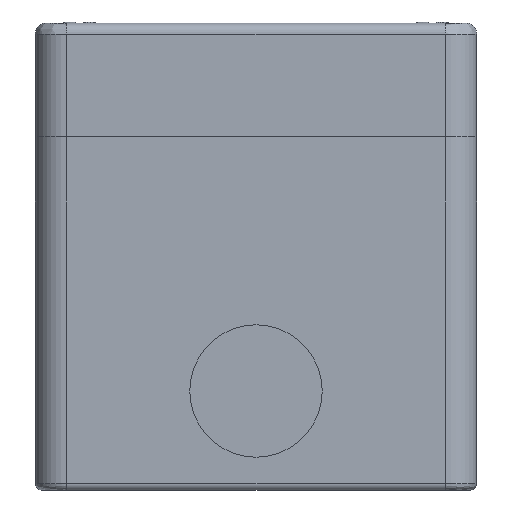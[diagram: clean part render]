
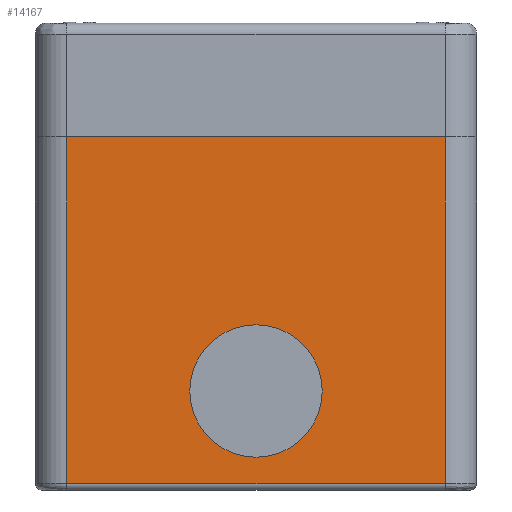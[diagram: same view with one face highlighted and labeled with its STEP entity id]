
A CAD part, front view. The second image highlights one B-rep face of the part: STEP entity #14167.
In plain terms, the highlighted planar face has unit normal (0, -1, 0).
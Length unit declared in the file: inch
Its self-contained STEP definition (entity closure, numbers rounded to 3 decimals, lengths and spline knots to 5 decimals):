
#14 = CIRCLE ( 'NONE', #6485, 0.41339 ) ;
#783 = DIRECTION ( 'NONE',  ( -1., 0., 0. ) ) ;
#837 = ORIENTED_EDGE ( 'NONE', *, *, #22631, .F. ) ;
#1026 = EDGE_CURVE ( 'NONE', #18281, #14389, #6034, .T. ) ;
#1130 = VECTOR ( 'NONE', #783, 39.37008 ) ;
#1705 = LINE ( 'NONE', #21201, #1130 ) ;
#2133 = CARTESIAN_POINT ( 'NONE',  ( 0.33227, -2.06624, -1.00061 ) ) ;
#2410 = VERTEX_POINT ( 'NONE', #8110 ) ;
#2439 = ORIENTED_EDGE ( 'NONE', *, *, #9836, .T. ) ;
#2652 = VERTEX_POINT ( 'NONE', #20199 ) ;
#2738 = CARTESIAN_POINT ( 'NONE',  ( 0.33227, -2.06624, -1.82738 ) ) ;
#2906 = DIRECTION ( 'NONE',  ( 0., 0., 1. ) ) ;
#4417 = FACE_OUTER_BOUND ( 'NONE', #14836, .T. ) ;
#4986 = CARTESIAN_POINT ( 'NONE',  ( 1.51337, -2.06624, -0.91006 ) ) ;
#6034 = CIRCLE ( 'NONE', #7885, 0.41339 ) ;
#6485 = AXIS2_PLACEMENT_3D ( 'NONE', #22847, #20691, #9673 ) ;
#6659 = CARTESIAN_POINT ( 'NONE',  ( 1.51337, -2.06624, 0.17262 ) ) ;
#7027 = ORIENTED_EDGE ( 'NONE', *, *, #17876, .T. ) ;
#7306 = DIRECTION ( 'NONE',  ( 0., 0., 1. ) ) ;
#7416 = ORIENTED_EDGE ( 'NONE', *, *, #1026, .T. ) ;
#7885 = AXIS2_PLACEMENT_3D ( 'NONE', #23226, #8395, #2906 ) ;
#8059 = VERTEX_POINT ( 'NONE', #20048 ) ;
#8110 = CARTESIAN_POINT ( 'NONE',  ( -0.84883, -2.06624, 0.17262 ) ) ;
#8270 = VERTEX_POINT ( 'NONE', #14883 ) ;
#8395 = DIRECTION ( 'NONE',  ( 0., 1., 0. ) ) ;
#9342 = AXIS2_PLACEMENT_3D ( 'NONE', #4986, #19834, #12424 ) ;
#9373 = LINE ( 'NONE', #18189, #18334 ) ;
#9673 = DIRECTION ( 'NONE',  ( 0., 0., 1. ) ) ;
#9836 = EDGE_CURVE ( 'NONE', #14389, #18281, #14, .T. ) ;
#10608 = LINE ( 'NONE', #22162, #15223 ) ;
#10740 = EDGE_CURVE ( 'NONE', #8270, #2652, #10608, .T. ) ;
#11722 = LINE ( 'NONE', #6659, #23768 ) ;
#12228 = ORIENTED_EDGE ( 'NONE', *, *, #19696, .F. ) ;
#12278 = ORIENTED_EDGE ( 'NONE', *, *, #10740, .T. ) ;
#12424 = DIRECTION ( 'NONE',  ( 0., 0., -1. ) ) ;
#14167 = ADVANCED_FACE ( 'NONE', ( #14255, #4417 ), #21793, .T. ) ;
#14255 = FACE_BOUND ( 'NONE', #14860, .T. ) ;
#14389 = VERTEX_POINT ( 'NONE', #2133 ) ;
#14836 = EDGE_LOOP ( 'NONE', ( #837, #12278, #7027, #12228 ) ) ;
#14860 = EDGE_LOOP ( 'NONE', ( #2439, #7416 ) ) ;
#14883 = CARTESIAN_POINT ( 'NONE',  ( 1.51337, -2.06624, -1.99274 ) ) ;
#15223 = VECTOR ( 'NONE', #7306, 39.37008 ) ;
#17876 = EDGE_CURVE ( 'NONE', #2652, #2410, #11722, .T. ) ;
#18189 = CARTESIAN_POINT ( 'NONE',  ( -0.84883, -2.06624, -0.91006 ) ) ;
#18281 = VERTEX_POINT ( 'NONE', #2738 ) ;
#18334 = VECTOR ( 'NONE', #21848, 39.37008 ) ;
#19696 = EDGE_CURVE ( 'NONE', #8059, #2410, #9373, .T. ) ;
#19834 = DIRECTION ( 'NONE',  ( 0., -1., 0. ) ) ;
#20048 = CARTESIAN_POINT ( 'NONE',  ( -0.84883, -2.06624, -1.99274 ) ) ;
#20199 = CARTESIAN_POINT ( 'NONE',  ( 1.51337, -2.06624, 0.17262 ) ) ;
#20691 = DIRECTION ( 'NONE',  ( 0., 1., 0. ) ) ;
#21142 = DIRECTION ( 'NONE',  ( -1., 0., 0. ) ) ;
#21201 = CARTESIAN_POINT ( 'NONE',  ( 0.33227, -2.06624, -1.99274 ) ) ;
#21793 = PLANE ( 'NONE',  #9342 ) ;
#21848 = DIRECTION ( 'NONE',  ( 0., 0., 1. ) ) ;
#22162 = CARTESIAN_POINT ( 'NONE',  ( 1.51337, -2.06624, -0.91006 ) ) ;
#22631 = EDGE_CURVE ( 'NONE', #8270, #8059, #1705, .T. ) ;
#22847 = CARTESIAN_POINT ( 'NONE',  ( 0.33227, -2.06624, -1.414 ) ) ;
#23226 = CARTESIAN_POINT ( 'NONE',  ( 0.33227, -2.06624, -1.414 ) ) ;
#23768 = VECTOR ( 'NONE', #21142, 39.37008 ) ;
